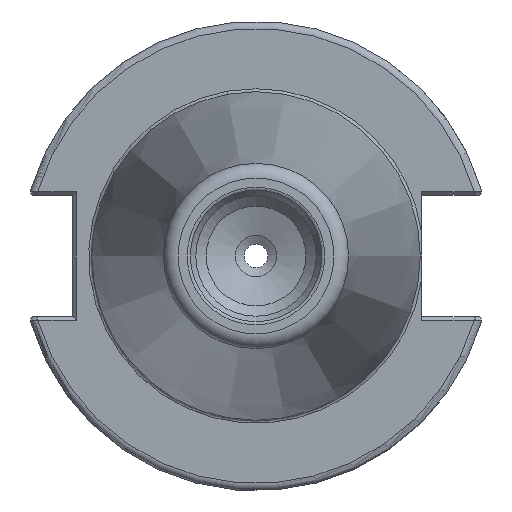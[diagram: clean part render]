
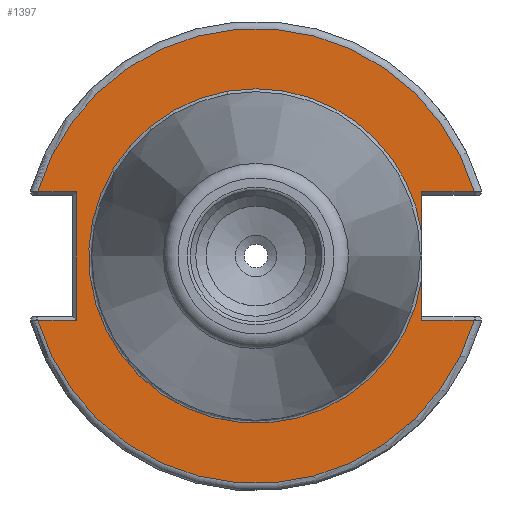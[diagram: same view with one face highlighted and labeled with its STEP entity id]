
A CAD part, left-side view. The second image highlights one B-rep face of the part: STEP entity #1397.
In plain terms, the highlighted planar face has unit normal (-1, 0, 0).
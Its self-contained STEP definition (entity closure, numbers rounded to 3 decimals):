
#124=PLANE('',#1502);
#160=FACE_OUTER_BOUND('',#247,.T.);
#247=EDGE_LOOP('',(#976,#977,#978,#979,#980,#981,#982,#983,#984,#985,#986));
#338=LINE('',#2107,#432);
#340=LINE('',#2175,#434);
#341=LINE('',#2181,#435);
#342=LINE('',#2183,#436);
#343=LINE('',#2187,#437);
#344=LINE('',#2189,#438);
#345=LINE('',#2190,#439);
#432=VECTOR('',#1649,10.);
#434=VECTOR('',#1667,10.);
#435=VECTOR('',#1672,10.);
#436=VECTOR('',#1673,10.);
#437=VECTOR('',#1676,10.);
#438=VECTOR('',#1677,10.);
#439=VECTOR('',#1678,10.);
#523=CIRCLE('',#1501,30.775);
#524=CIRCLE('',#1503,22.625);
#525=CIRCLE('',#1504,22.625);
#526=CIRCLE('',#1505,30.775);
#593=VERTEX_POINT('',#2100);
#596=VERTEX_POINT('',#2105);
#602=VERTEX_POINT('',#2153);
#604=VERTEX_POINT('',#2174);
#605=VERTEX_POINT('',#2176);
#606=VERTEX_POINT('',#2178);
#607=VERTEX_POINT('',#2180);
#608=VERTEX_POINT('',#2182);
#609=VERTEX_POINT('',#2184);
#610=VERTEX_POINT('',#2186);
#611=VERTEX_POINT('',#2188);
#734=EDGE_CURVE('',#596,#593,#338,.T.);
#744=EDGE_CURVE('',#593,#602,#523,.T.);
#747=EDGE_CURVE('',#596,#604,#340,.T.);
#748=EDGE_CURVE('',#604,#605,#524,.T.);
#749=EDGE_CURVE('',#605,#606,#525,.T.);
#750=EDGE_CURVE('',#606,#607,#341,.T.);
#751=EDGE_CURVE('',#608,#607,#342,.T.);
#752=EDGE_CURVE('',#609,#608,#526,.T.);
#753=EDGE_CURVE('',#610,#609,#343,.T.);
#754=EDGE_CURVE('',#611,#610,#344,.T.);
#755=EDGE_CURVE('',#602,#611,#345,.T.);
#976=ORIENTED_EDGE('',*,*,#734,.F.);
#977=ORIENTED_EDGE('',*,*,#747,.T.);
#978=ORIENTED_EDGE('',*,*,#748,.T.);
#979=ORIENTED_EDGE('',*,*,#749,.T.);
#980=ORIENTED_EDGE('',*,*,#750,.T.);
#981=ORIENTED_EDGE('',*,*,#751,.F.);
#982=ORIENTED_EDGE('',*,*,#752,.F.);
#983=ORIENTED_EDGE('',*,*,#753,.F.);
#984=ORIENTED_EDGE('',*,*,#754,.F.);
#985=ORIENTED_EDGE('',*,*,#755,.F.);
#986=ORIENTED_EDGE('',*,*,#744,.F.);
#1397=ADVANCED_FACE('',(#160),#124,.T.);
#1501=AXIS2_PLACEMENT_3D('',#2154,#1663,#1664);
#1502=AXIS2_PLACEMENT_3D('',#2173,#1665,#1666);
#1503=AXIS2_PLACEMENT_3D('',#2177,#1668,#1669);
#1504=AXIS2_PLACEMENT_3D('',#2179,#1670,#1671);
#1505=AXIS2_PLACEMENT_3D('',#2185,#1674,#1675);
#1649=DIRECTION('',(0.,-1.,0.));
#1663=DIRECTION('center_axis',(1.,0.,0.));
#1664=DIRECTION('ref_axis',(0.,0.,-1.));
#1665=DIRECTION('center_axis',(-1.,0.,0.));
#1666=DIRECTION('ref_axis',(0.,0.,1.));
#1667=DIRECTION('',(0.,0.,1.));
#1668=DIRECTION('center_axis',(1.,0.,0.));
#1669=DIRECTION('ref_axis',(0.,0.,-1.));
#1670=DIRECTION('center_axis',(1.,0.,0.));
#1671=DIRECTION('ref_axis',(0.,0.,-1.));
#1672=DIRECTION('',(0.,0.,1.));
#1673=DIRECTION('',(0.,1.,0.));
#1674=DIRECTION('center_axis',(1.,0.,0.));
#1675=DIRECTION('ref_axis',(0.,0.,-1.));
#1676=DIRECTION('',(0.,1.,0.));
#1677=DIRECTION('',(0.,0.,1.));
#1678=DIRECTION('',(0.,-1.,0.));
#2100=CARTESIAN_POINT('',(3.175,-29.523,-8.69));
#2105=CARTESIAN_POINT('',(3.175,-22.41,-8.69));
#2107=CARTESIAN_POINT('',(3.175,4.183,-8.69));
#2153=CARTESIAN_POINT('',(3.175,29.523,-8.69));
#2154=CARTESIAN_POINT('Origin',(3.175,0.,0.));
#2173=CARTESIAN_POINT('Origin',(3.175,30.775,0.));
#2174=CARTESIAN_POINT('',(3.175,-22.41,-3.112));
#2175=CARTESIAN_POINT('',(3.175,-22.41,4.095));
#2176=CARTESIAN_POINT('',(3.175,0.,22.625));
#2177=CARTESIAN_POINT('Origin',(3.175,0.,0.));
#2178=CARTESIAN_POINT('',(3.175,-22.41,3.112));
#2179=CARTESIAN_POINT('Origin',(3.175,0.,0.));
#2180=CARTESIAN_POINT('',(3.175,-22.41,8.69));
#2181=CARTESIAN_POINT('',(3.175,-22.41,4.095));
#2182=CARTESIAN_POINT('',(3.175,-29.523,8.69));
#2183=CARTESIAN_POINT('',(3.175,-4.4,8.69));
#2184=CARTESIAN_POINT('',(3.175,29.523,8.69));
#2185=CARTESIAN_POINT('Origin',(3.175,0.,0.));
#2186=CARTESIAN_POINT('',(3.175,24.3,8.69));
#2187=CARTESIAN_POINT('',(3.175,27.788,8.69));
#2188=CARTESIAN_POINT('',(3.175,24.3,-8.69));
#2189=CARTESIAN_POINT('',(3.175,24.3,-4.095));
#2190=CARTESIAN_POINT('',(3.175,34.165,-8.69));
